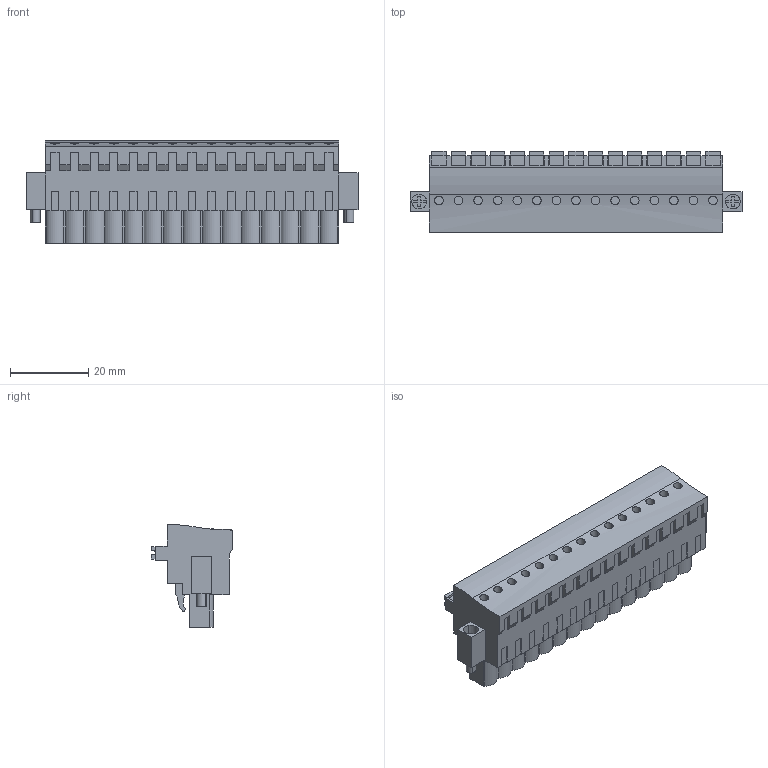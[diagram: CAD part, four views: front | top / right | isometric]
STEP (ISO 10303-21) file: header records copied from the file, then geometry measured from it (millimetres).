
FILE_DESCRIPTION(('CATIA V5 STEP Exchange','CAx-IF Rec.Pracs.--- Model Styling and Organization---1.2---2011-12-15'),'2;1');
FILE_NAME ('D1461113_0_1980780000_1980780000.stp','2017-09-23T15:19:01+00:00',('none'),('Weidmueller'),'CATIA Version 5-6 Release 2014','CATIA V5 STEP AP214','none');
FILE_SCHEMA(('AUTOMOTIVE_DESIGN { 1 0 10303 214 1 1 1 1 }'));
Length unit declared in the file: millimetre
Products named in the file (1): 1980780000
Bounding box: 84.8 x 20.79 x 26.24 mm (x, y, z)
Volume: 23105.6 mm3; surface area: 10762.9 mm2
Topology: 18 solids, 18 shells, 1005 faces, 2857 edges, 1954 vertices
Faces by surface type: plane 797, cylinder 200, extrusion 8
Entity records: 30203 total; most frequent: CARTESIAN_POINT 5882, ORIENTED_EDGE 5714, DIRECTION 3837, EDGE_CURVE 2857, VECTOR 2391, LINE 2383, VERTEX_POINT 1954, EDGE_LOOP 1075
